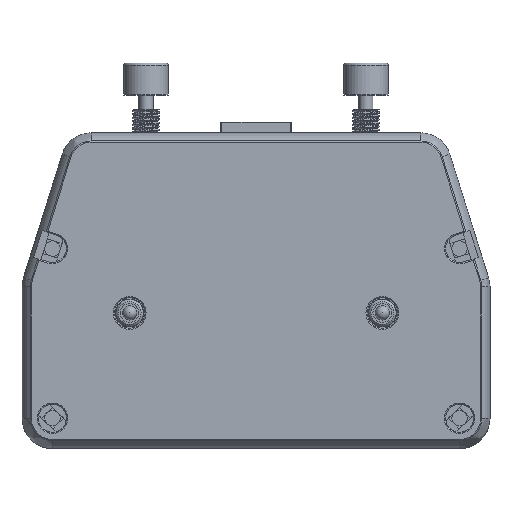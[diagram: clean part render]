
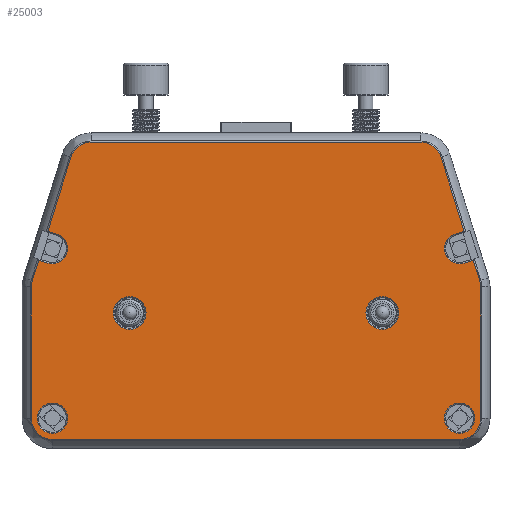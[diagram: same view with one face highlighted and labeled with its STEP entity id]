
A CAD part, top view. The second image highlights one B-rep face of the part: STEP entity #25003.
In plain terms, the highlighted planar face has unit normal (0, 0, 1).
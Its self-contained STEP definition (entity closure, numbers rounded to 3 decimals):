
#831=FACE_BOUND('',#4744,.T.);
#832=FACE_BOUND('',#4745,.T.);
#833=FACE_BOUND('',#4746,.T.);
#834=FACE_BOUND('',#4747,.T.);
#1457=CIRCLE('',#27218,3.25);
#1459=CIRCLE('',#27221,4.5);
#1460=CIRCLE('',#27222,4.5);
#1461=CIRCLE('',#27223,3.25);
#1462=CIRCLE('',#27224,4.5);
#1463=CIRCLE('',#27225,4.5);
#1464=CIRCLE('',#27226,4.5);
#1465=CIRCLE('',#27227,4.5);
#1466=CIRCLE('',#27228,3.25);
#1467=CIRCLE('',#27229,3.5);
#1468=CIRCLE('',#27230,3.25);
#1469=CIRCLE('',#27231,3.5);
#3181=FACE_OUTER_BOUND('',#4743,.T.);
#4743=EDGE_LOOP('',(#21723,#21724,#21725,#21726,#21727,#21728,#21729,#21730,
#21731,#21732,#21733,#21734,#21735,#21736,#21737,#21738,#21739,#21740,#21741,
#21742));
#4744=EDGE_LOOP('',(#21743));
#4745=EDGE_LOOP('',(#21744));
#4746=EDGE_LOOP('',(#21745));
#4747=EDGE_LOOP('',(#21746));
#7054=LINE('',#55722,#9539);
#7055=LINE('',#55724,#9540);
#7056=LINE('',#55728,#9541);
#7057=LINE('',#55732,#9542);
#7058=LINE('',#55734,#9543);
#7059=LINE('',#55738,#9544);
#7060=LINE('',#55740,#9545);
#7061=LINE('',#55744,#9546);
#7062=LINE('',#55748,#9547);
#7063=LINE('',#55752,#9548);
#7064=LINE('',#55756,#9549);
#7065=LINE('',#55758,#9550);
#9539=VECTOR('',#33369,10.);
#9540=VECTOR('',#33370,10.);
#9541=VECTOR('',#33373,10.);
#9542=VECTOR('',#33376,10.);
#9543=VECTOR('',#33377,10.);
#9544=VECTOR('',#33380,10.);
#9545=VECTOR('',#33381,10.);
#9546=VECTOR('',#33384,10.);
#9547=VECTOR('',#33387,10.);
#9548=VECTOR('',#33390,10.);
#9549=VECTOR('',#33393,10.);
#9550=VECTOR('',#33394,10.);
#11851=VERTEX_POINT('',#55714);
#11853=VERTEX_POINT('',#55720);
#11854=VERTEX_POINT('',#55721);
#11855=VERTEX_POINT('',#55723);
#11856=VERTEX_POINT('',#55725);
#11857=VERTEX_POINT('',#55727);
#11858=VERTEX_POINT('',#55729);
#11859=VERTEX_POINT('',#55731);
#11860=VERTEX_POINT('',#55733);
#11861=VERTEX_POINT('',#55735);
#11862=VERTEX_POINT('',#55737);
#11863=VERTEX_POINT('',#55739);
#11864=VERTEX_POINT('',#55741);
#11865=VERTEX_POINT('',#55743);
#11866=VERTEX_POINT('',#55745);
#11867=VERTEX_POINT('',#55747);
#11868=VERTEX_POINT('',#55749);
#11869=VERTEX_POINT('',#55751);
#11870=VERTEX_POINT('',#55753);
#11871=VERTEX_POINT('',#55755);
#11872=VERTEX_POINT('',#55757);
#11873=VERTEX_POINT('',#55760);
#11874=VERTEX_POINT('',#55762);
#11875=VERTEX_POINT('',#55764);
#15185=EDGE_CURVE('',#11851,#11851,#1457,.T.);
#15188=EDGE_CURVE('',#11853,#11854,#7054,.T.);
#15189=EDGE_CURVE('',#11855,#11853,#7055,.T.);
#15190=EDGE_CURVE('',#11856,#11855,#1459,.T.);
#15191=EDGE_CURVE('',#11857,#11856,#7056,.T.);
#15192=EDGE_CURVE('',#11858,#11857,#1460,.T.);
#15193=EDGE_CURVE('',#11859,#11858,#7057,.T.);
#15194=EDGE_CURVE('',#11860,#11859,#7058,.T.);
#15195=EDGE_CURVE('',#11861,#11860,#1461,.T.);
#15196=EDGE_CURVE('',#11862,#11861,#7059,.T.);
#15197=EDGE_CURVE('',#11863,#11862,#7060,.T.);
#15198=EDGE_CURVE('',#11864,#11863,#1462,.T.);
#15199=EDGE_CURVE('',#11865,#11864,#7061,.T.);
#15200=EDGE_CURVE('',#11866,#11865,#1463,.T.);
#15201=EDGE_CURVE('',#11867,#11866,#7062,.T.);
#15202=EDGE_CURVE('',#11868,#11867,#1464,.T.);
#15203=EDGE_CURVE('',#11869,#11868,#7063,.T.);
#15204=EDGE_CURVE('',#11870,#11869,#1465,.T.);
#15205=EDGE_CURVE('',#11871,#11870,#7064,.T.);
#15206=EDGE_CURVE('',#11872,#11871,#7065,.T.);
#15207=EDGE_CURVE('',#11854,#11872,#1466,.T.);
#15208=EDGE_CURVE('',#11873,#11873,#1467,.T.);
#15209=EDGE_CURVE('',#11874,#11874,#1468,.T.);
#15210=EDGE_CURVE('',#11875,#11875,#1469,.T.);
#21723=ORIENTED_EDGE('',*,*,#15188,.F.);
#21724=ORIENTED_EDGE('',*,*,#15189,.F.);
#21725=ORIENTED_EDGE('',*,*,#15190,.F.);
#21726=ORIENTED_EDGE('',*,*,#15191,.F.);
#21727=ORIENTED_EDGE('',*,*,#15192,.F.);
#21728=ORIENTED_EDGE('',*,*,#15193,.F.);
#21729=ORIENTED_EDGE('',*,*,#15194,.F.);
#21730=ORIENTED_EDGE('',*,*,#15195,.F.);
#21731=ORIENTED_EDGE('',*,*,#15196,.F.);
#21732=ORIENTED_EDGE('',*,*,#15197,.F.);
#21733=ORIENTED_EDGE('',*,*,#15198,.F.);
#21734=ORIENTED_EDGE('',*,*,#15199,.F.);
#21735=ORIENTED_EDGE('',*,*,#15200,.F.);
#21736=ORIENTED_EDGE('',*,*,#15201,.F.);
#21737=ORIENTED_EDGE('',*,*,#15202,.F.);
#21738=ORIENTED_EDGE('',*,*,#15203,.F.);
#21739=ORIENTED_EDGE('',*,*,#15204,.F.);
#21740=ORIENTED_EDGE('',*,*,#15205,.F.);
#21741=ORIENTED_EDGE('',*,*,#15206,.F.);
#21742=ORIENTED_EDGE('',*,*,#15207,.F.);
#21743=ORIENTED_EDGE('',*,*,#15208,.F.);
#21744=ORIENTED_EDGE('',*,*,#15209,.F.);
#21745=ORIENTED_EDGE('',*,*,#15210,.F.);
#21746=ORIENTED_EDGE('',*,*,#15185,.F.);
#23671=PLANE('',#27220);
#25003=ADVANCED_FACE('',(#3181,#831,#832,#833,#834),#23671,.T.);
#27218=AXIS2_PLACEMENT_3D('',#55715,#33362,#33363);
#27220=AXIS2_PLACEMENT_3D('',#55719,#33367,#33368);
#27221=AXIS2_PLACEMENT_3D('',#55726,#33371,#33372);
#27222=AXIS2_PLACEMENT_3D('',#55730,#33374,#33375);
#27223=AXIS2_PLACEMENT_3D('',#55736,#33378,#33379);
#27224=AXIS2_PLACEMENT_3D('',#55742,#33382,#33383);
#27225=AXIS2_PLACEMENT_3D('',#55746,#33385,#33386);
#27226=AXIS2_PLACEMENT_3D('',#55750,#33388,#33389);
#27227=AXIS2_PLACEMENT_3D('',#55754,#33391,#33392);
#27228=AXIS2_PLACEMENT_3D('',#55759,#33395,#33396);
#27229=AXIS2_PLACEMENT_3D('',#55761,#33397,#33398);
#27230=AXIS2_PLACEMENT_3D('',#55763,#33399,#33400);
#27231=AXIS2_PLACEMENT_3D('',#55765,#33401,#33402);
#33362=DIRECTION('center_axis',(0.,0.,1.));
#33363=DIRECTION('ref_axis',(-1.,0.,0.));
#33367=DIRECTION('center_axis',(0.,0.,1.));
#33368=DIRECTION('ref_axis',(-1.,0.,0.));
#33369=DIRECTION('',(-0.954,-0.299,0.));
#33370=DIRECTION('',(0.299,-0.954,0.));
#33371=DIRECTION('center_axis',(0.,0.,-1.));
#33372=DIRECTION('ref_axis',(0.954,0.299,0.));
#33373=DIRECTION('',(1.,0.,0.));
#33374=DIRECTION('center_axis',(0.,0.,-1.));
#33375=DIRECTION('ref_axis',(0.,1.,0.));
#33376=DIRECTION('',(0.299,0.954,0.));
#33377=DIRECTION('',(-0.954,0.299,0.));
#33378=DIRECTION('center_axis',(0.,0.,1.));
#33379=DIRECTION('ref_axis',(0.299,0.954,0.));
#33380=DIRECTION('',(0.954,-0.299,0.));
#33381=DIRECTION('',(0.299,0.954,0.));
#33382=DIRECTION('center_axis',(0.,0.,-1.));
#33383=DIRECTION('ref_axis',(-0.954,0.299,0.));
#33384=DIRECTION('',(0.,1.,0.));
#33385=DIRECTION('center_axis',(0.,0.,-1.));
#33386=DIRECTION('ref_axis',(-1.,0.,0.));
#33387=DIRECTION('',(-1.,0.,0.));
#33388=DIRECTION('center_axis',(0.,0.,-1.));
#33389=DIRECTION('ref_axis',(0.,-1.,0.));
#33390=DIRECTION('',(0.,-1.,0.));
#33391=DIRECTION('center_axis',(0.,0.,-1.));
#33392=DIRECTION('ref_axis',(1.,0.,0.));
#33393=DIRECTION('',(0.299,-0.954,0.));
#33394=DIRECTION('',(0.954,0.299,0.));
#33395=DIRECTION('center_axis',(0.,0.,1.));
#33396=DIRECTION('ref_axis',(0.299,-0.954,0.));
#33397=DIRECTION('center_axis',(0.,0.,1.));
#33398=DIRECTION('ref_axis',(-1.,0.,0.));
#33399=DIRECTION('center_axis',(0.,0.,1.));
#33400=DIRECTION('ref_axis',(-1.,0.,0.));
#33401=DIRECTION('center_axis',(0.,0.,1.));
#33402=DIRECTION('ref_axis',(-1.,0.,0.));
#55714=CARTESIAN_POINT('',(46.75,-23.5,18.5));
#55715=CARTESIAN_POINT('Origin',(43.5,-23.5,18.5));
#55719=CARTESIAN_POINT('Origin',(0.,3.75,18.5));
#55720=CARTESIAN_POINT('',(44.485,16.478,18.5));
#55721=CARTESIAN_POINT('',(42.529,15.866,18.5));
#55722=CARTESIAN_POINT('',(21.435,9.262,18.5));
#55723=CARTESIAN_POINT('',(39.518,32.344,18.5));
#55724=CARTESIAN_POINT('',(45.969,11.739,18.5));
#55725=CARTESIAN_POINT('',(35.224,35.5,18.5));
#55726=CARTESIAN_POINT('Origin',(35.224,31.,18.5));
#55727=CARTESIAN_POINT('',(-35.224,35.5,18.5));
#55728=CARTESIAN_POINT('',(17.612,35.5,18.5));
#55729=CARTESIAN_POINT('',(-39.518,32.344,18.5));
#55730=CARTESIAN_POINT('Origin',(-35.224,31.,18.5));
#55731=CARTESIAN_POINT('',(-44.485,16.478,18.5));
#55732=CARTESIAN_POINT('',(-41.831,24.957,18.5));
#55733=CARTESIAN_POINT('',(-42.529,15.866,18.5));
#55734=CARTESIAN_POINT('',(-23.368,9.867,18.5));
#55735=CARTESIAN_POINT('',(-44.471,9.663,18.5));
#55736=CARTESIAN_POINT('Origin',(-43.5,12.764,18.5));
#55737=CARTESIAN_POINT('',(-46.427,10.275,18.5));
#55738=CARTESIAN_POINT('',(-23.377,3.059,18.5));
#55739=CARTESIAN_POINT('',(-47.794,5.908,18.5));
#55740=CARTESIAN_POINT('',(-41.831,24.957,18.5));
#55741=CARTESIAN_POINT('',(-48.,4.564,18.5));
#55742=CARTESIAN_POINT('Origin',(-43.5,4.564,18.5));
#55743=CARTESIAN_POINT('',(-48.,-23.5,18.5));
#55744=CARTESIAN_POINT('',(-48.,4.157,18.5));
#55745=CARTESIAN_POINT('',(-43.5,-28.,18.5));
#55746=CARTESIAN_POINT('Origin',(-43.5,-23.5,18.5));
#55747=CARTESIAN_POINT('',(43.5,-28.,18.5));
#55748=CARTESIAN_POINT('',(-21.75,-28.,18.5));
#55749=CARTESIAN_POINT('',(48.,-23.5,18.5));
#55750=CARTESIAN_POINT('Origin',(43.5,-23.5,18.5));
#55751=CARTESIAN_POINT('',(48.,4.564,18.5));
#55752=CARTESIAN_POINT('',(48.,-9.875,18.5));
#55753=CARTESIAN_POINT('',(47.794,5.908,18.5));
#55754=CARTESIAN_POINT('Origin',(43.5,4.564,18.5));
#55755=CARTESIAN_POINT('',(46.427,10.275,18.5));
#55756=CARTESIAN_POINT('',(45.969,11.739,18.5));
#55757=CARTESIAN_POINT('',(44.471,9.663,18.5));
#55758=CARTESIAN_POINT('',(25.31,3.664,18.5));
#55759=CARTESIAN_POINT('Origin',(43.5,12.764,18.5));
#55760=CARTESIAN_POINT('',(30.5,-1.,18.5));
#55761=CARTESIAN_POINT('Origin',(27.,-1.,18.5));
#55762=CARTESIAN_POINT('',(-40.25,-23.5,18.5));
#55763=CARTESIAN_POINT('Origin',(-43.5,-23.5,18.5));
#55764=CARTESIAN_POINT('',(-23.5,-1.,18.5));
#55765=CARTESIAN_POINT('Origin',(-27.,-1.,18.5));
